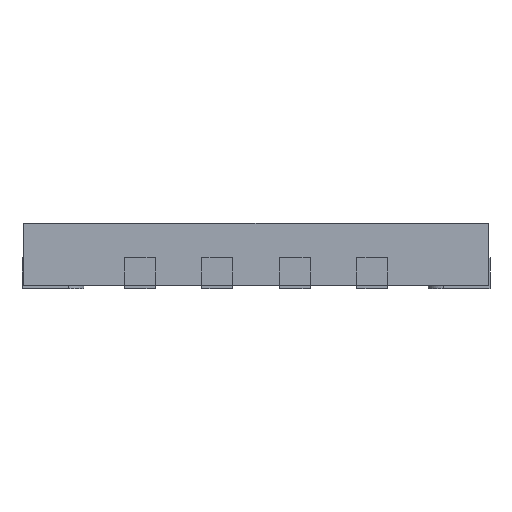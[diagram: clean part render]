
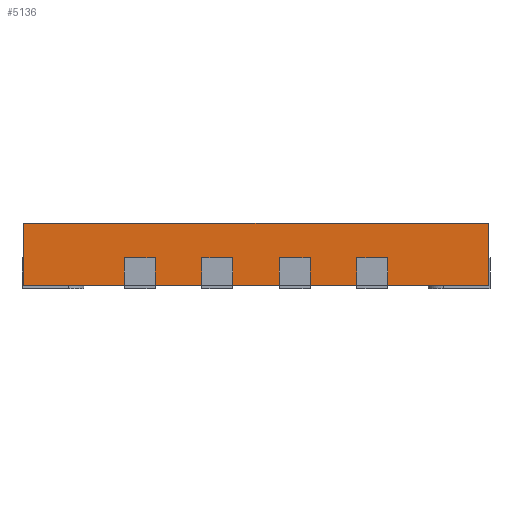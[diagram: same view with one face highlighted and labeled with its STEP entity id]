
A CAD part, left-side view. The second image highlights one B-rep face of the part: STEP entity #5136.
In plain terms, the highlighted planar face has unit normal (-1, 0, 0).
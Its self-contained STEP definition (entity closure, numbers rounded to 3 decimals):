
#179 = CARTESIAN_POINT ( 'NONE',  ( 6.003, -7.654, 2.017 ) ) ;
#936 = CARTESIAN_POINT ( 'NONE',  ( 6.003, -7.654, 1.62 ) ) ;
#1466 = CARTESIAN_POINT ( 'NONE',  ( 6.003, -7.654, 2.017 ) ) ;
#1663 = VECTOR ( 'NONE', #6299, 1000. ) ;
#1731 = VECTOR ( 'NONE', #5762, 1000. ) ;
#2047 = EDGE_CURVE ( 'NONE', #6621, #5469, #8501, .T. ) ;
#2114 = EDGE_CURVE ( 'NONE', #5469, #4157, #2254, .T. ) ;
#2211 = DIRECTION ( 'NONE',  ( 0., -1., 0. ) ) ;
#2254 = LINE ( 'NONE', #9698, #9831 ) ;
#2674 = ORIENTED_EDGE ( 'NONE', *, *, #2047, .T. ) ;
#3148 = DIRECTION ( 'NONE',  ( 1., 0., 0. ) ) ;
#3303 = PLANE ( 'NONE',  #7332 ) ;
#4037 = ORIENTED_EDGE ( 'NONE', *, *, #8511, .F. ) ;
#4077 = FACE_OUTER_BOUND ( 'NONE', #6888, .T. ) ;
#4157 = VERTEX_POINT ( 'NONE', #5303 ) ;
#4720 = EDGE_CURVE ( 'NONE', #8475, #4157, #4785, .T. ) ;
#4785 = LINE ( 'NONE', #9390, #7009 ) ;
#5136 = ADVANCED_FACE ( 'NONE', ( #4077 ), #3303, .F. ) ;
#5303 = CARTESIAN_POINT ( 'NONE',  ( 6.003, -10.634, 1.62 ) ) ;
#5469 = VERTEX_POINT ( 'NONE', #936 ) ;
#5489 = CARTESIAN_POINT ( 'NONE',  ( 6.003, -10.634, 2.017 ) ) ;
#5762 = DIRECTION ( 'NONE',  ( 0., 0., -1. ) ) ;
#5873 = CARTESIAN_POINT ( 'NONE',  ( 6.003, -10.634, 2.017 ) ) ;
#6093 = CARTESIAN_POINT ( 'NONE',  ( 6.003, -10.634, 2.017 ) ) ;
#6299 = DIRECTION ( 'NONE',  ( 0., -1., 0. ) ) ;
#6323 = ORIENTED_EDGE ( 'NONE', *, *, #4720, .F. ) ;
#6621 = VERTEX_POINT ( 'NONE', #1466 ) ;
#6888 = EDGE_LOOP ( 'NONE', ( #7241, #6323, #4037, #2674 ) ) ;
#7009 = VECTOR ( 'NONE', #7269, 1000. ) ;
#7241 = ORIENTED_EDGE ( 'NONE', *, *, #2114, .T. ) ;
#7269 = DIRECTION ( 'NONE',  ( 0., 0., -1. ) ) ;
#7332 = AXIS2_PLACEMENT_3D ( 'NONE', #5873, #3148, #9198 ) ;
#8475 = VERTEX_POINT ( 'NONE', #6093 ) ;
#8501 = LINE ( 'NONE', #179, #1731 ) ;
#8511 = EDGE_CURVE ( 'NONE', #6621, #8475, #8885, .T. ) ;
#8885 = LINE ( 'NONE', #5489, #1663 ) ;
#9198 = DIRECTION ( 'NONE',  ( 0., -1., 0. ) ) ;
#9390 = CARTESIAN_POINT ( 'NONE',  ( 6.003, -10.634, 2.017 ) ) ;
#9698 = CARTESIAN_POINT ( 'NONE',  ( 6.003, -10.634, 1.62 ) ) ;
#9831 = VECTOR ( 'NONE', #2211, 1000. ) ;
